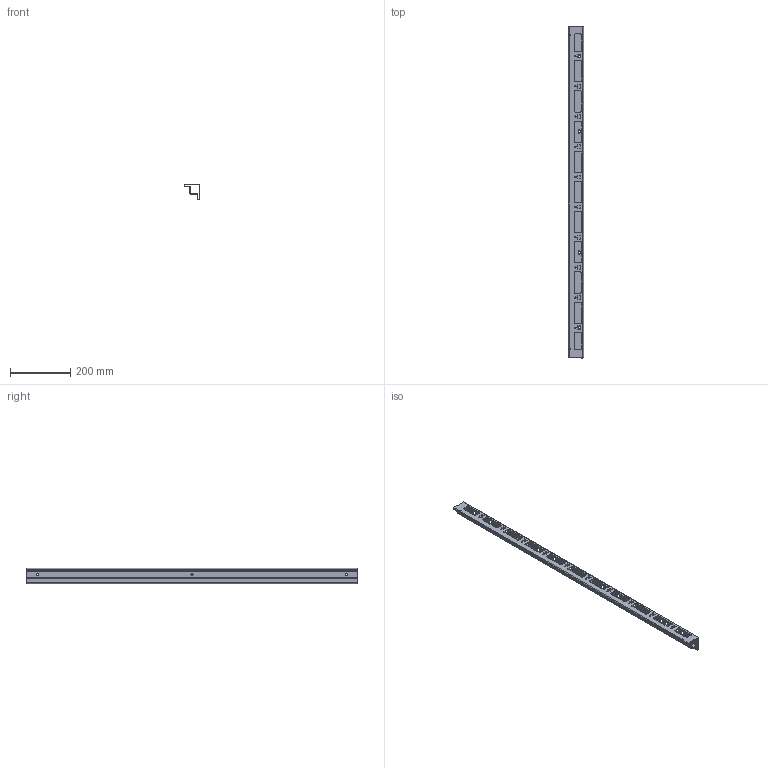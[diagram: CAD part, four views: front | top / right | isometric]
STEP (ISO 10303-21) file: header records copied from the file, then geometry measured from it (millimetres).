
FILE_DESCRIPTION (( 'STEP AP203' ), '1' );
FILE_NAME ('R5KMN12 QB01C053(1.5).STEP', '2020-06-18T09:15:18', ( '' ), ( '' ), 'SwSTEP 2.0', 'SolidWorks 2019', '' );
FILE_SCHEMA (( 'CONFIG_CONTROL_DESIGN' ));
Length unit declared in the file: millimetre
Products named in the file (1): R5KMN12 QB01C053(1.5)
Bounding box: 50 x 1100 x 50 mm (x, y, z)
Volume: 279324.6 mm3; surface area: 376846.4 mm2
Topology: 1 solids, 1 shells, 571 faces, 1673 edges, 1135 vertices
Faces by surface type: plane 361, cylinder 171, cone 39
Full cylindrical faces by diameter (mm): 4.2 x40, 4.25 x13, 7 x3, 11 x3
Entity records: 18627 total; most frequent: CARTESIAN_POINT 3164, DIRECTION 3088, ORIENTED_EDGE 3032, EDGE_CURVE 1516, VECTOR 1088, LINE 1088, VERTEX_POINT 1076, AXIS2_PLACEMENT_3D 1000
